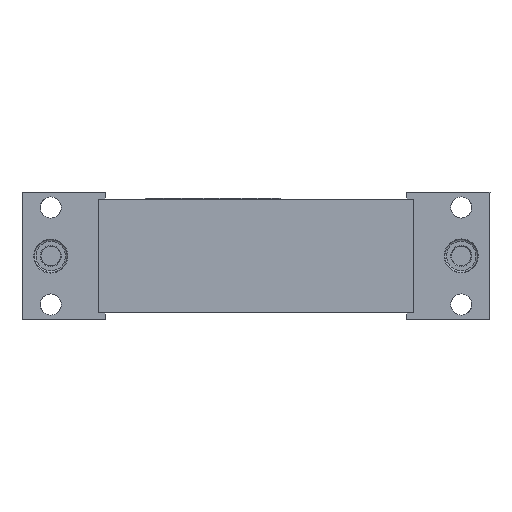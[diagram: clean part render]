
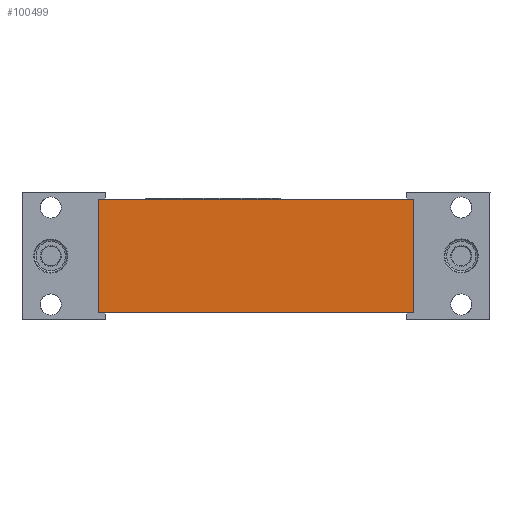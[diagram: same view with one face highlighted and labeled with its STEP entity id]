
A CAD part, front view. The second image highlights one B-rep face of the part: STEP entity #100499.
In plain terms, the highlighted planar face has unit normal (0, -1, 0).
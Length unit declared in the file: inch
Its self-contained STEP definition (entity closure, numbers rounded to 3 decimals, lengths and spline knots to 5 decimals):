
#1859 = DIRECTION ( 'NONE',  ( 0., 0., -1. ) ) ;
#4981 = CARTESIAN_POINT ( 'NONE',  ( 2.40864, -0.92225, 0.5 ) ) ;
#7720 = DIRECTION ( 'NONE',  ( 1., 0., 0. ) ) ;
#12014 = CARTESIAN_POINT ( 'NONE',  ( 2.40864, -0.92225, 0.5 ) ) ;
#14646 = LINE ( 'NONE', #79869, #35532 ) ;
#14779 = LINE ( 'NONE', #77075, #74783 ) ;
#15284 = PLANE ( 'NONE',  #95080 ) ;
#16335 = FACE_OUTER_BOUND ( 'NONE', #67062, .T. ) ;
#18993 = LINE ( 'NONE', #12014, #39849 ) ;
#19919 = CARTESIAN_POINT ( 'NONE',  ( -0.37853, -0.92225, 0.5 ) ) ;
#27791 = DIRECTION ( 'NONE',  ( 1., 0., 0. ) ) ;
#29170 = EDGE_CURVE ( 'NONE', #63371, #37075, #44814, .T. ) ;
#35532 = VECTOR ( 'NONE', #1859, 39.37008 ) ;
#36872 = EDGE_CURVE ( 'NONE', #37075, #76402, #14779, .T. ) ;
#37075 = VERTEX_POINT ( 'NONE', #57549 ) ;
#38174 = DIRECTION ( 'NONE',  ( 0., 0., 1. ) ) ;
#39849 = VECTOR ( 'NONE', #27791, 39.37008 ) ;
#40532 = VERTEX_POINT ( 'NONE', #4981 ) ;
#44814 = LINE ( 'NONE', #50917, #86273 ) ;
#50637 = CARTESIAN_POINT ( 'NONE',  ( 2.40864, -0.92225, -0.5 ) ) ;
#50917 = CARTESIAN_POINT ( 'NONE',  ( -0.00553, -0.92225, -0.5 ) ) ;
#54627 = DIRECTION ( 'NONE',  ( 0., 1., 0. ) ) ;
#57549 = CARTESIAN_POINT ( 'NONE',  ( -0.37853, -0.92225, -0.5 ) ) ;
#59044 = DIRECTION ( 'NONE',  ( -1., 0., 0. ) ) ;
#60036 = EDGE_CURVE ( 'NONE', #76402, #40532, #18993, .T. ) ;
#63371 = VERTEX_POINT ( 'NONE', #50637 ) ;
#67062 = EDGE_LOOP ( 'NONE', ( #72445, #98100, #90682, #96227 ) ) ;
#72445 = ORIENTED_EDGE ( 'NONE', *, *, #97242, .F. ) ;
#74783 = VECTOR ( 'NONE', #38174, 39.37008 ) ;
#76402 = VERTEX_POINT ( 'NONE', #19919 ) ;
#77075 = CARTESIAN_POINT ( 'NONE',  ( -0.37853, -0.92225, 0.47244 ) ) ;
#79869 = CARTESIAN_POINT ( 'NONE',  ( 2.40864, -0.92225, -0.5 ) ) ;
#86273 = VECTOR ( 'NONE', #59044, 39.37008 ) ;
#90682 = ORIENTED_EDGE ( 'NONE', *, *, #36872, .F. ) ;
#95080 = AXIS2_PLACEMENT_3D ( 'NONE', #101343, #54627, #7720 ) ;
#96227 = ORIENTED_EDGE ( 'NONE', *, *, #29170, .F. ) ;
#97242 = EDGE_CURVE ( 'NONE', #40532, #63371, #14646, .T. ) ;
#98100 = ORIENTED_EDGE ( 'NONE', *, *, #60036, .F. ) ;
#100499 = ADVANCED_FACE ( 'NONE', ( #16335 ), #15284, .F. ) ;
#101343 = CARTESIAN_POINT ( 'NONE',  ( 2.32321, -0.92225, -0.5 ) ) ;
